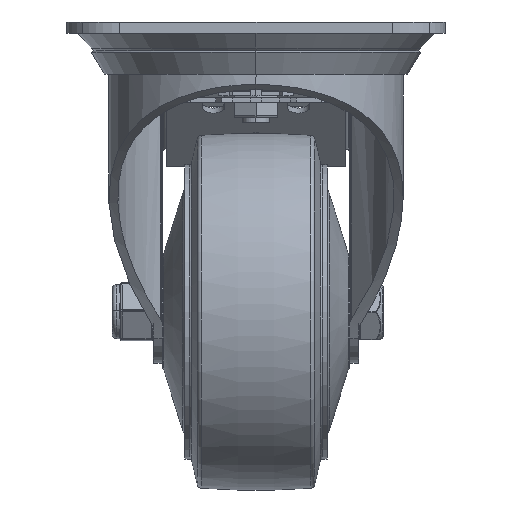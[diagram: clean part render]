
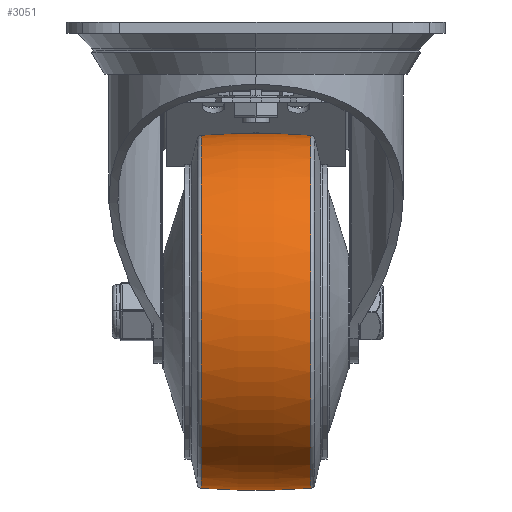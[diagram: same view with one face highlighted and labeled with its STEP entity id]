
A CAD part, left-side view. The second image highlights one B-rep face of the part: STEP entity #3051.
In plain terms, the highlighted toroidal (fillet/blend) face has major radius 129.25 mm and minor radius 169.25 mm.
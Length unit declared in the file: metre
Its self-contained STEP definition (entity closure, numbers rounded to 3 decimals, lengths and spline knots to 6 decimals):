
#3051=ADVANCED_FACE('',(#4834),#4835,.T.);
#4834=FACE_OUTER_BOUND('',#7968,.T.);
#4835=TOROIDAL_SURFACE('',#7969,-0.12925,0.16925);
#7968=EDGE_LOOP('',(#18393,#18394,#18395,#18396));
#7969=AXIS2_PLACEMENT_3D('',#18397,#18398,#18399);
#18393=ORIENTED_EDGE('',*,*,#26517,.T.);
#18394=ORIENTED_EDGE('',*,*,#26524,.F.);
#18395=ORIENTED_EDGE('',*,*,#26519,.T.);
#18396=ORIENTED_EDGE('',*,*,#26522,.F.);
#18397=CARTESIAN_POINT('',(0.0,0.,0.0));
#18398=DIRECTION('',(0.0,1.0,0.0));
#18399=DIRECTION('',(0.0,0.0,1.0));
#26517=EDGE_CURVE('',#30316,#30305,#30317,.T.);
#26519=EDGE_CURVE('',#30307,#30318,#30320,.T.);
#26522=EDGE_CURVE('',#30316,#30318,#30323,.T.);
#26524=EDGE_CURVE('',#30307,#30305,#30325,.T.);
#30305=VERTEX_POINT('',#36675);
#30307=VERTEX_POINT('',#36677);
#30316=VERTEX_POINT('',#36688);
#30317=CIRCLE('',#36689,0.16925);
#30318=VERTEX_POINT('',#36690);
#30320=CIRCLE('',#36692,0.16925);
#30323=CIRCLE('',#36695,0.039555);
#30325=CIRCLE('',#36697,0.039555);
#36675=CARTESIAN_POINT('',(0.,0.012264,0.039555));
#36677=CARTESIAN_POINT('',(0.,0.012264,-0.039555));
#36688=CARTESIAN_POINT('',(0.,-0.012264,0.039555));
#36689=AXIS2_PLACEMENT_3D('',#46107,#46108,#46109);
#36690=CARTESIAN_POINT('',(0.,-0.012264,-0.039555));
#36692=AXIS2_PLACEMENT_3D('',#46113,#46114,#46115);
#36695=AXIS2_PLACEMENT_3D('',#46122,#46123,#46124);
#36697=AXIS2_PLACEMENT_3D('',#46128,#46129,#46130);
#46107=CARTESIAN_POINT('',(0.,0.,-0.12925));
#46108=DIRECTION('',(-1.0,0.0,0.));
#46109=DIRECTION('',(0.,-0.0,1.0));
#46113=CARTESIAN_POINT('',(0.,0.,0.12925));
#46114=DIRECTION('',(-1.0,0.0,0.));
#46115=DIRECTION('',(0.,0.0,-1.0));
#46122=CARTESIAN_POINT('',(0.0,-0.012264,0.0));
#46123=DIRECTION('',(0.0,-1.0,0.0));
#46124=DIRECTION('',(0.0,0.0,1.0));
#46128=CARTESIAN_POINT('',(0.0,0.012264,0.0));
#46129=DIRECTION('',(0.0,1.0,0.0));
#46130=DIRECTION('',(0.0,0.0,1.0));
